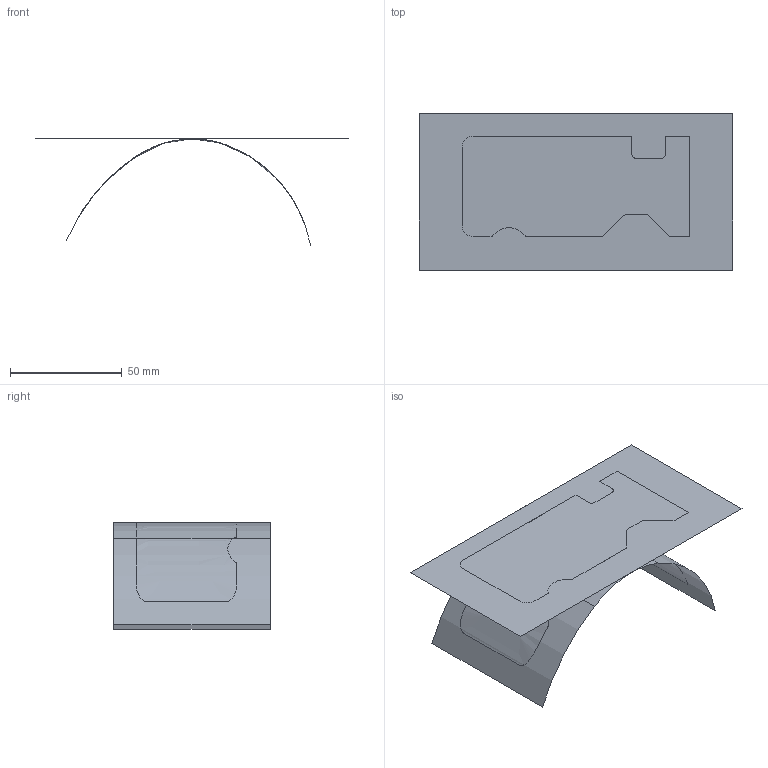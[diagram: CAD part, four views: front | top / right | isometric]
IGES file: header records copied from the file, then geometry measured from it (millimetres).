
Start section: START RECORD GO HERE.
Global section: file name: Abwicklung.igs; native system: DASSAULT SYSTEMES CATIA Version 5-6 Release 2019 - www.3ds.com; preprocessor: V5-6R2019_5.29.3.5.09-09-2019.17.30; author: david; organization: DAVID-PC; date: 20201015.114638; units: millimetre
Bounding box: 140 x 70 x 47.53 mm (x, y, z)
Surface area: 30187.9 mm2 (no closed solid volume)
Topology: 0 solids, 0 shells, 6 faces, 60 edges, 60 vertices
Faces by surface type: revolution 3, plane 2, bspline 1
